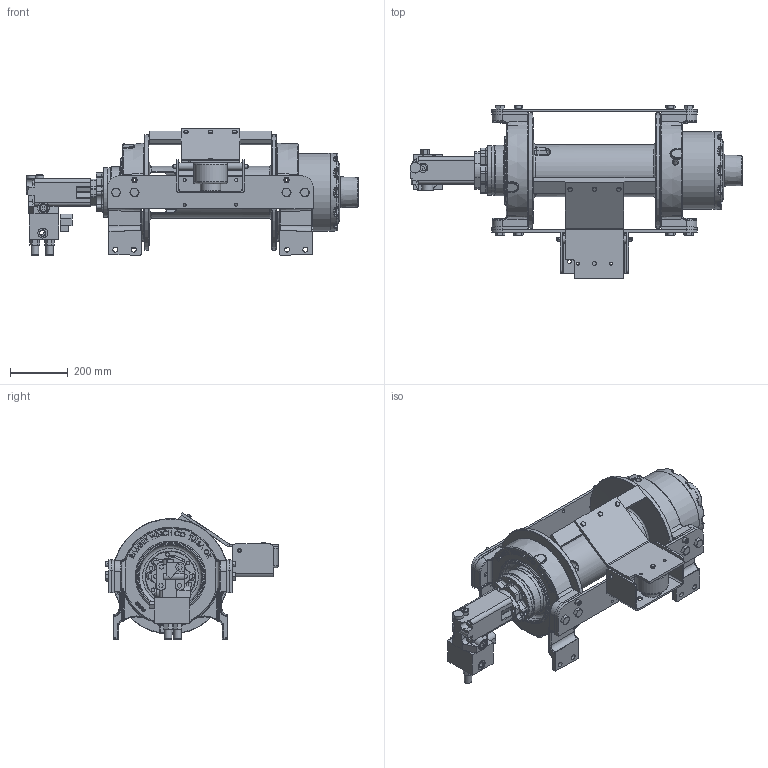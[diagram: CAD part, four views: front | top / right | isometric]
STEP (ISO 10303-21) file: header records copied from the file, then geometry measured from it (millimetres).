
FILE_DESCRIPTION(/* description */ (''),/* implementation_level */ '2;1');
FILE_NAME(/* name */ '640-743_Ramsey_RPH-111-2.stp',/* time_stamp */ '2018-01-23T13:07:58+01:00',/* author */ ('lang1ph'),/* organization */ (''),/* preprocessor_version */ 'ST-DEVELOPER v17',/* originating_system */ 'Autodesk Inventor 2018',/* authorisation */ '');
FILE_SCHEMA (('AUTOMOTIVE_DESIGN { 1 0 10303 214 3 1 1 }'));
Products named in the file (1): 640-743_Ramsey_RPH-111-2
Bounding box: 1147.95 x 599.44 x 437.5 mm (x, y, z)
Surface area: 2794777.7 mm2 (no closed solid volume)
Topology: 0 solids, 73 shells, 1832 faces, 5994 edges, 4013 vertices
Faces by surface type: plane 779, cylinder 374, bspline 364, cone 151, torus 108, sphere 56
Full cylindrical faces by diameter (mm): 3.581 x2, 7.937 x2, 7.938 x2, 8.128 x4, 8.433 x2, 8.566 x1, 9.931 x1, 10.312 x16, 12.7 x9, 12.859 x4, 13.487 x3, 13.513 x1, 13.589 x2, 14.3 x1, 16.667 x2, 17.462 x8, 17.86 x2, 19.05 x4, 20.637 x1, 20.638 x3, 20.65 x1, 22.225 x2, 25.4 x3, 26.213 x2, 30.48 x1, 34.138 x2, 40.005 x1, 70.612 x1, 88.9 x1, 116.84 x1
Entity records: 108798 total; most frequent: CARTESIAN_POINT 59689, ORIENTED_EDGE 9944, DIRECTION 9353, EDGE_CURVE 5944, VERTEX_POINT 4013, AXIS2_PLACEMENT_3D 3290, LINE 2773, VECTOR 2773
